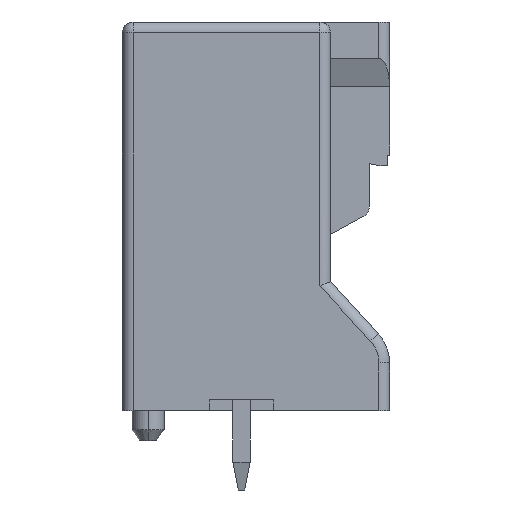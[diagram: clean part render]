
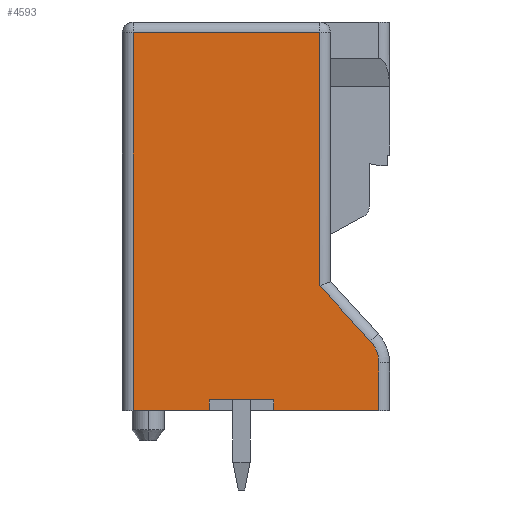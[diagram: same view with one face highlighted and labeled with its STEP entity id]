
A CAD part, left-side view. The second image highlights one B-rep face of the part: STEP entity #4593.
In plain terms, the highlighted planar face has unit normal (-1, 0, 0).
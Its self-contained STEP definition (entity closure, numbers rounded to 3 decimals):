
#1004 = VERTEX_POINT('',#1005);
#1005 = CARTESIAN_POINT('',(-20.483,-6.017,
    3.336));
#1012 = EDGE_CURVE('',#1013,#1004,#1015,.T.);
#1013 = VERTEX_POINT('',#1014);
#1014 = CARTESIAN_POINT('',(-20.483,-6.411,
    2.322));
#1015 = CIRCLE('',#1016,1.5);
#1016 = AXIS2_PLACEMENT_3D('',#1017,#1018,#1019);
#1017 = CARTESIAN_POINT('',(-20.483,-4.911,
    2.322));
#1018 = DIRECTION('',(-1.,0.,0.));
#1019 = DIRECTION('',(0.,-1.,-0.));
#1087 = VERTEX_POINT('',#1088);
#1088 = CARTESIAN_POINT('',(-20.483,-1.511,0.6));
#1094 = EDGE_CURVE('',#1095,#1087,#1097,.T.);
#1095 = VERTEX_POINT('',#1096);
#1096 = CARTESIAN_POINT('',(-20.483,1.489,0.6));
#1097 = LINE('',#1098,#1099);
#1098 = CARTESIAN_POINT('',(-20.483,2.632,0.6));
#1099 = VECTOR('',#1100,1.);
#1100 = DIRECTION('',(0.,-1.,-0.));
#1447 = VERTEX_POINT('',#1448);
#1448 = CARTESIAN_POINT('',(-20.483,-1.511,
    0.1));
#1454 = EDGE_CURVE('',#1087,#1447,#1455,.T.);
#1455 = LINE('',#1456,#1457);
#1456 = CARTESIAN_POINT('',(-20.483,-1.511,18.2));
#1457 = VECTOR('',#1458,1.);
#1458 = DIRECTION('',(0.,0.,-1.));
#1552 = VERTEX_POINT('',#1553);
#1553 = CARTESIAN_POINT('',(-20.483,1.489,
    0.1));
#1559 = EDGE_CURVE('',#1552,#1560,#1562,.T.);
#1560 = VERTEX_POINT('',#1561);
#1561 = CARTESIAN_POINT('',(-20.483,5.039,
    0.1));
#1562 = LINE('',#1563,#1564);
#1563 = CARTESIAN_POINT('',(-20.483,6.65,0.1));
#1564 = VECTOR('',#1565,1.);
#1565 = DIRECTION('',(0.,1.,0.));
#1582 = EDGE_CURVE('',#1552,#1095,#1583,.T.);
#1583 = LINE('',#1584,#1585);
#1584 = CARTESIAN_POINT('',(-20.483,1.489,18.2));
#1585 = VECTOR('',#1586,1.);
#1586 = DIRECTION('',(0.,0.,1.));
#1783 = EDGE_CURVE('',#1784,#1004,#1786,.T.);
#1784 = VERTEX_POINT('',#1785);
#1785 = CARTESIAN_POINT('',(-20.483,-3.661,
    5.906));
#1786 = LINE('',#1787,#1788);
#1787 = CARTESIAN_POINT('',(-20.483,-3.661,
    5.906));
#1788 = VECTOR('',#1789,1.);
#1789 = DIRECTION('',(0.,-0.676,-0.737
    ));
#4371 = EDGE_CURVE('',#1560,#4372,#4374,.T.);
#4372 = VERTEX_POINT('',#4373);
#4373 = CARTESIAN_POINT('',(-20.483,5.039,17.7));
#4374 = LINE('',#4375,#4376);
#4375 = CARTESIAN_POINT('',(-20.483,5.039,20.2));
#4376 = VECTOR('',#4377,1.);
#4377 = DIRECTION('',(0.,0.,1.));
#4496 = VERTEX_POINT('',#4497);
#4497 = CARTESIAN_POINT('',(-20.483,-3.661,17.7));
#4519 = EDGE_CURVE('',#4372,#4496,#4520,.T.);
#4520 = LINE('',#4521,#4522);
#4521 = CARTESIAN_POINT('',(-20.483,6.65,17.7));
#4522 = VECTOR('',#4523,1.);
#4523 = DIRECTION('',(0.,-1.,-0.));
#4593 = ADVANCED_FACE('',(#4594),#4624,.F.);
#4594 = FACE_BOUND('',#4595,.T.);
#4595 = EDGE_LOOP('',(#4596,#4597,#4598,#4599,#4600,#4601,#4602,#4610,
    #4616,#4617,#4618));
#4596 = ORIENTED_EDGE('',*,*,#4519,.F.);
#4597 = ORIENTED_EDGE('',*,*,#4371,.F.);
#4598 = ORIENTED_EDGE('',*,*,#1559,.F.);
#4599 = ORIENTED_EDGE('',*,*,#1582,.T.);
#4600 = ORIENTED_EDGE('',*,*,#1094,.T.);
#4601 = ORIENTED_EDGE('',*,*,#1454,.T.);
#4602 = ORIENTED_EDGE('',*,*,#4603,.F.);
#4603 = EDGE_CURVE('',#4604,#1447,#4606,.T.);
#4604 = VERTEX_POINT('',#4605);
#4605 = CARTESIAN_POINT('',(-20.483,-6.411,
    0.1));
#4606 = LINE('',#4607,#4608);
#4607 = CARTESIAN_POINT('',(-20.483,6.65,0.1));
#4608 = VECTOR('',#4609,1.);
#4609 = DIRECTION('',(0.,1.,0.));
#4610 = ORIENTED_EDGE('',*,*,#4611,.T.);
#4611 = EDGE_CURVE('',#4604,#1013,#4612,.T.);
#4612 = LINE('',#4613,#4614);
#4613 = CARTESIAN_POINT('',(-20.483,-6.411,18.2));
#4614 = VECTOR('',#4615,1.);
#4615 = DIRECTION('',(0.,0.,1.));
#4616 = ORIENTED_EDGE('',*,*,#1012,.T.);
#4617 = ORIENTED_EDGE('',*,*,#1783,.F.);
#4618 = ORIENTED_EDGE('',*,*,#4619,.F.);
#4619 = EDGE_CURVE('',#4496,#1784,#4620,.T.);
#4620 = LINE('',#4621,#4622);
#4621 = CARTESIAN_POINT('',(-20.483,-3.661,20.2));
#4622 = VECTOR('',#4623,1.);
#4623 = DIRECTION('',(0.,0.,-1.));
#4624 = PLANE('',#4625);
#4625 = AXIS2_PLACEMENT_3D('',#4626,#4627,#4628);
#4626 = CARTESIAN_POINT('',(-20.483,0.636,
    8.293));
#4627 = DIRECTION('',(1.,0.,0.));
#4628 = DIRECTION('',(0.,-1.,-0.));
